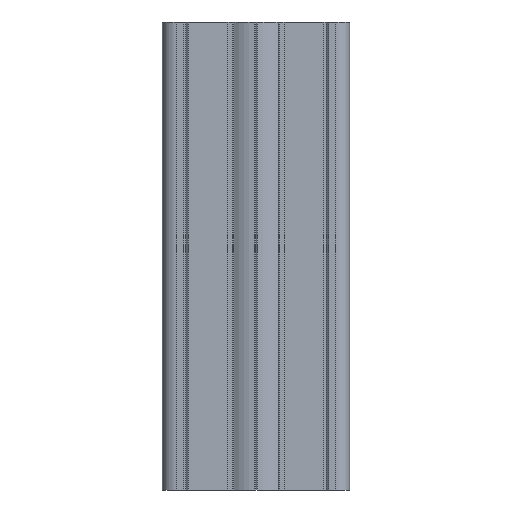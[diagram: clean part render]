
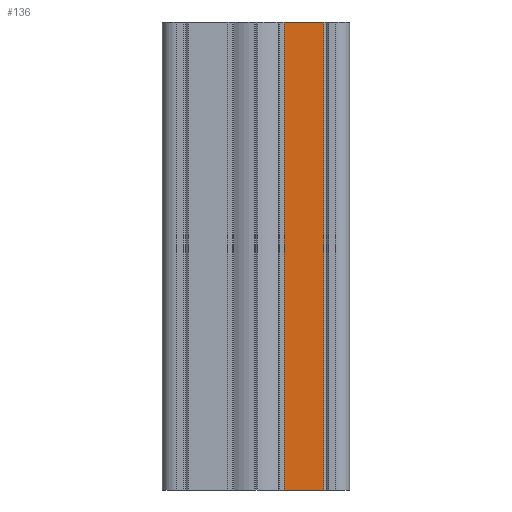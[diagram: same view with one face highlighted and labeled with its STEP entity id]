
A CAD part, front view. The second image highlights one B-rep face of the part: STEP entity #136.
In plain terms, the highlighted planar face has unit normal (0, -1, 0).
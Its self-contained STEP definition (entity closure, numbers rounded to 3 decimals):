
#136 = ADVANCED_FACE ( 'NONE', ( #5235 ), #5303, .T. ) ;
#426 = VERTEX_POINT ( 'NONE', #6709 ) ;
#720 = LINE ( 'NONE', #737, #3356 ) ;
#737 = CARTESIAN_POINT ( 'NONE',  ( 6., -20., 100. ) ) ;
#738 = DIRECTION ( 'NONE',  ( 1., 0., 0. ) ) ;
#763 = LINE ( 'NONE', #764, #3615 ) ;
#764 = CARTESIAN_POINT ( 'NONE',  ( 14.5, -20., 0. ) ) ;
#765 = DIRECTION ( 'NONE',  ( 0., 0., 1. ) ) ;
#1855 = AXIS2_PLACEMENT_3D ( 'NONE', #5629, #5695, #5694 ) ;
#2358 = CARTESIAN_POINT ( 'NONE',  ( 14.5, -20., 0. ) ) ;
#2408 = CARTESIAN_POINT ( 'NONE',  ( 14.5, -20., 100. ) ) ;
#2430 = CARTESIAN_POINT ( 'NONE',  ( 6., -20., 100. ) ) ;
#3294 = EDGE_LOOP ( 'NONE', ( #5763, #5809, #5866, #5735 ) ) ;
#3356 = VECTOR ( 'NONE', #738, 1000. ) ;
#3514 = VECTOR ( 'NONE', #4439, 1000. ) ;
#3530 = VECTOR ( 'NONE', #4432, 1000. ) ;
#3615 = VECTOR ( 'NONE', #765, 1000. ) ;
#4086 = EDGE_CURVE ( 'NONE', #426, #6434, #4408, .T. ) ;
#4088 = EDGE_CURVE ( 'NONE', #426, #6046, #4436, .T. ) ;
#4408 = LINE ( 'NONE', #4431, #3530 ) ;
#4431 = CARTESIAN_POINT ( 'NONE',  ( 6., -20., 0. ) ) ;
#4432 = DIRECTION ( 'NONE',  ( 0., 0., 1. ) ) ;
#4436 = LINE ( 'NONE', #4438, #3514 ) ;
#4438 = CARTESIAN_POINT ( 'NONE',  ( 6., -20., 0. ) ) ;
#4439 = DIRECTION ( 'NONE',  ( 1., 0., 0. ) ) ;
#4773 = EDGE_CURVE ( 'NONE', #6434, #6395, #720, .T. ) ;
#4782 = EDGE_CURVE ( 'NONE', #6046, #6395, #763, .T. ) ;
#5235 = FACE_OUTER_BOUND ( 'NONE', #3294, .T. ) ;
#5303 = PLANE ( 'NONE',  #1855 ) ;
#5629 = CARTESIAN_POINT ( 'NONE',  ( 6., -20., 0. ) ) ;
#5694 = DIRECTION ( 'NONE',  ( 0., 0., -1. ) ) ;
#5695 = DIRECTION ( 'NONE',  ( 0., -1., 0. ) ) ;
#5735 = ORIENTED_EDGE ( 'NONE', *, *, #4782, .T. ) ;
#5763 = ORIENTED_EDGE ( 'NONE', *, *, #4773, .F. ) ;
#5809 = ORIENTED_EDGE ( 'NONE', *, *, #4086, .F. ) ;
#5866 = ORIENTED_EDGE ( 'NONE', *, *, #4088, .T. ) ;
#6046 = VERTEX_POINT ( 'NONE', #2358 ) ;
#6395 = VERTEX_POINT ( 'NONE', #2408 ) ;
#6434 = VERTEX_POINT ( 'NONE', #2430 ) ;
#6709 = CARTESIAN_POINT ( 'NONE',  ( 6., -20., 0. ) ) ;
